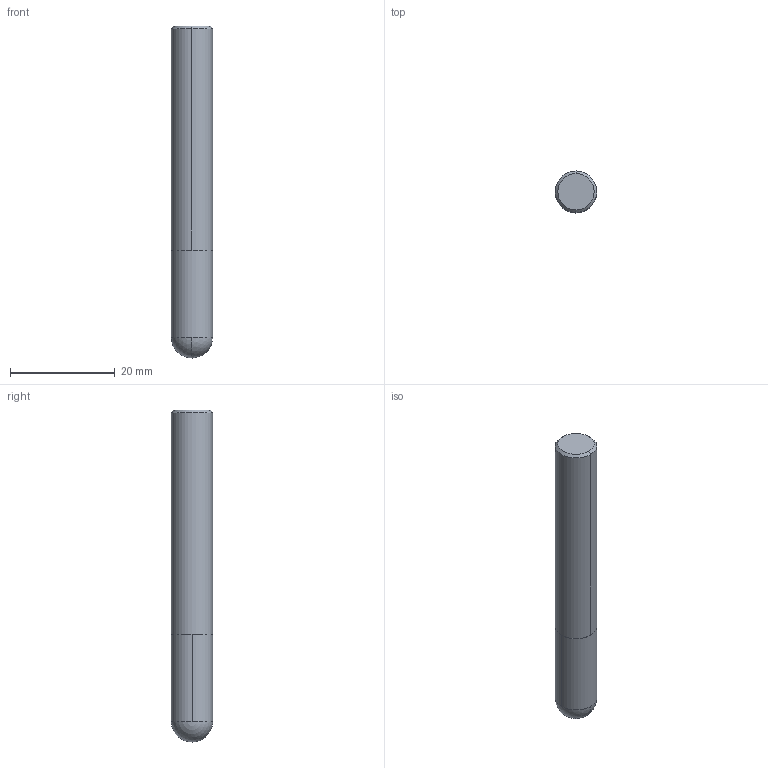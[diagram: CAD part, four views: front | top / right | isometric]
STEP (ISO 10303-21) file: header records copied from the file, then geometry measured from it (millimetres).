
FILE_DESCRIPTION (( 'STEP AP203' ), '1' );
FILE_NAME ('91283.STEP', '2024-04-10T12:36:15', ( '' ), ( '' ), 'SwSTEP 2.0', 'SolidWorks 2023', '' );
FILE_SCHEMA (( 'CONFIG_CONTROL_DESIGN' ));
Length unit declared in the file: inch
Products named in the file (1): 91283
Bounding box: 7.94 x 7.94 x 63.5 mm (x, y, z)
Volume: 3073.6 mm3; surface area: 1723.8 mm2
Topology: 2 solids, 2 shells, 13 faces, 26 edges, 15 vertices
Faces by surface type: cylinder 4, cone 4, plane 3, sphere 2
Entity records: 407 total; most frequent: DIRECTION 68, CARTESIAN_POINT 53, ORIENTED_EDGE 48, AXIS2_PLACEMENT_3D 30, EDGE_CURVE 24, CIRCLE 16, VERTEX_POINT 15, FACE_OUTER_BOUND 13
